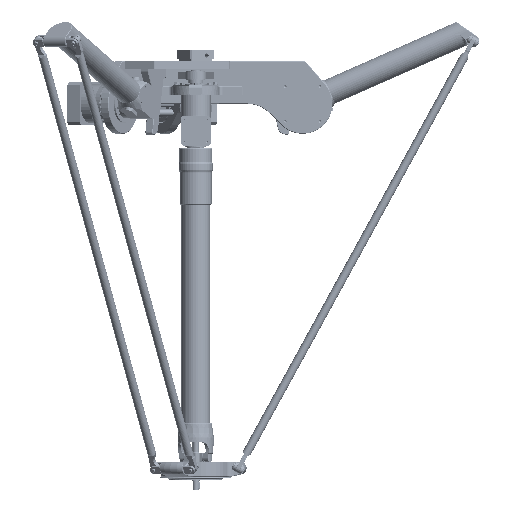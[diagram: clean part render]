
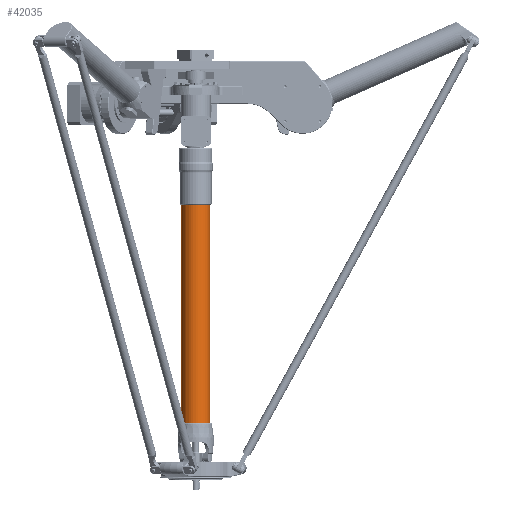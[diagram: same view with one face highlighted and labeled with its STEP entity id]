
A CAD part, front view. The second image highlights one B-rep face of the part: STEP entity #42035.
In plain terms, the highlighted cylindrical face has radius 33.5 mm (diameter 67 mm), a full revolution.
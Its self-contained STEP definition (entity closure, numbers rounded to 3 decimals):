
#1475=CYLINDRICAL_SURFACE('',#46735,33.5);
#2319=FACE_BOUND('',#10521,.T.);
#4193=CIRCLE('',#46641,33.5);
#4226=CIRCLE('',#46723,33.5);
#7100=FACE_OUTER_BOUND('',#10520,.T.);
#10520=EDGE_LOOP('',(#37228));
#10521=EDGE_LOOP('',(#37229));
#20634=VERTEX_POINT('',#81146);
#20705=VERTEX_POINT('',#81503);
#26112=EDGE_CURVE('',#20634,#20634,#4193,.T.);
#26217=EDGE_CURVE('',#20705,#20705,#4226,.T.);
#37228=ORIENTED_EDGE('',*,*,#26112,.F.);
#37229=ORIENTED_EDGE('',*,*,#26217,.T.);
#42035=ADVANCED_FACE('',(#7100,#2319),#1475,.T.);
#46641=AXIS2_PLACEMENT_3D('',#81147,#58572,#58573);
#46723=AXIS2_PLACEMENT_3D('',#81504,#58788,#58789);
#46735=AXIS2_PLACEMENT_3D('',#81520,#58812,#58813);
#58572=DIRECTION('center_axis',(0.,-1.,0.));
#58573=DIRECTION('ref_axis',(1.,0.,0.));
#58788=DIRECTION('center_axis',(0.,-1.,0.));
#58789=DIRECTION('ref_axis',(1.,0.,0.));
#58812=DIRECTION('center_axis',(0.,-1.,0.));
#58813=DIRECTION('ref_axis',(1.,0.,0.));
#81146=CARTESIAN_POINT('',(33.5,0.,0.));
#81147=CARTESIAN_POINT('Origin',(0.,0.,0.));
#81503=CARTESIAN_POINT('',(33.5,510.,0.));
#81504=CARTESIAN_POINT('Origin',(0.,510.,0.));
#81520=CARTESIAN_POINT('Origin',(0.,255.,0.));
